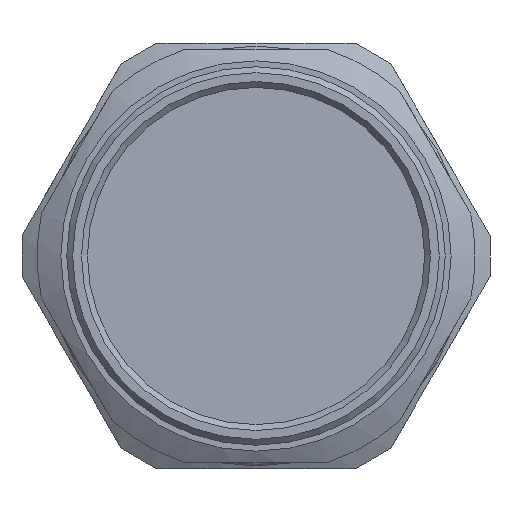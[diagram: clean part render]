
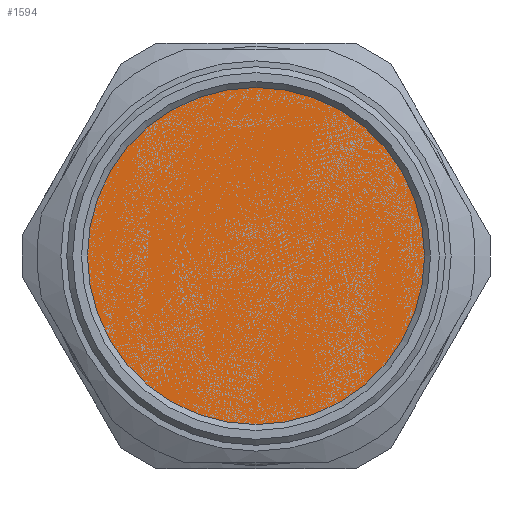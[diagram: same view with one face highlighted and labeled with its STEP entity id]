
A CAD part, front view. The second image highlights one B-rep face of the part: STEP entity #1594.
In plain terms, the highlighted planar face has unit normal (0, 1, 0).
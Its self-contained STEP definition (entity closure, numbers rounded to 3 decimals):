
#492=FACE_OUTER_BOUND('',#590,.T.);
#590=EDGE_LOOP('',(#1462));
#672=CIRCLE('',#1785,16.);
#813=VERTEX_POINT('',#2812);
#1030=EDGE_CURVE('',#813,#813,#672,.T.);
#1462=ORIENTED_EDGE('',*,*,#1030,.T.);
#1505=PLANE('',#1784);
#1594=ADVANCED_FACE('',(#492),#1505,.T.);
#1784=AXIS2_PLACEMENT_3D('',#2811,#2212,#2213);
#1785=AXIS2_PLACEMENT_3D('',#2813,#2214,#2215);
#2212=DIRECTION('center_axis',(0.,1.,0.));
#2213=DIRECTION('ref_axis',(0.,0.,1.));
#2214=DIRECTION('center_axis',(0.,1.,0.));
#2215=DIRECTION('ref_axis',(-1.,0.,0.));
#2811=CARTESIAN_POINT('Origin',(4.047,-1.252,0.));
#2812=CARTESIAN_POINT('',(-11.953,-1.252,0.));
#2813=CARTESIAN_POINT('Origin',(4.047,-1.252,0.));
